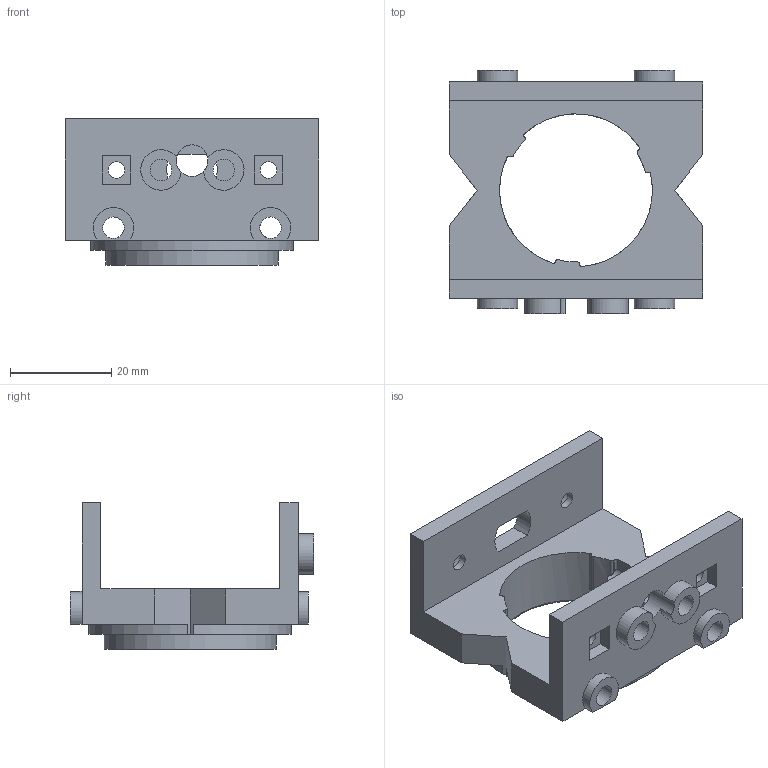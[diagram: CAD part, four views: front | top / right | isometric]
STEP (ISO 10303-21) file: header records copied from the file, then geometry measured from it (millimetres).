
FILE_DESCRIPTION(/* description */ ('','CAx-IF Rec.Pracs.---Representation and Presentation of Product Manufacturing Information (PMI)---4.0---2014-10-13'),/* implementation_level */ '2;1');
FILE_NAME(/* name */ 'REVOGrip Interface v5.step',/* time_stamp */ '2025-03-26T18:29:52-07:00',/* author */ (''),/* organization */ (''),/* preprocessor_version */ 'ST-DEVELOPER v20',/* originating_system */ 'Autodesk Translation Framework v13.20.0.188',/* authorisation */ '');
FILE_SCHEMA (('AP242_MANAGED_MODEL_BASED_3D_ENGINEERING_MIM_LF { 1 0 10303 442 1 1 4 }'));
Length unit declared in the file: millimetre
Products named in the file (1): REVOGrip Interface
Bounding box: 50 x 48 x 28.9 mm (x, y, z)
Volume: 16011.7 mm3; surface area: 11063 mm2
Topology: 1 solids, 1 shells, 115 faces, 302 edges, 191 vertices
Faces by surface type: plane 49, cylinder 47, torus 7, sphere 6, bspline 6
Full cylindrical faces by diameter (mm): 3.25 x4, 4.25 x4, 6.1 x2, 6.25 x1, 30.2 x1, 34 x1
Entity records: 3952 total; most frequent: CARTESIAN_POINT 962, DIRECTION 612, ORIENTED_EDGE 604, EDGE_CURVE 302, AXIS2_PLACEMENT_3D 224, VERTEX_POINT 191, LINE 164, VECTOR 164
